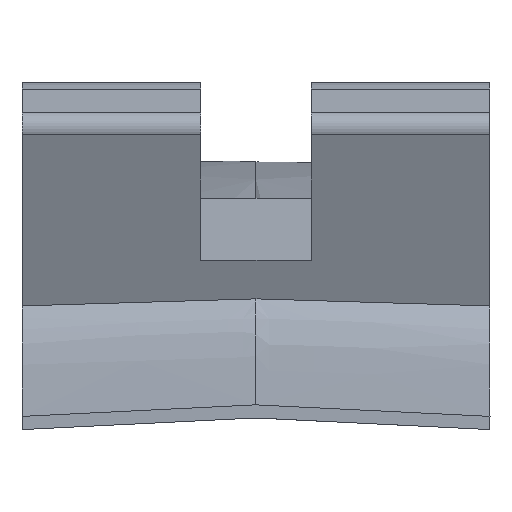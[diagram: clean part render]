
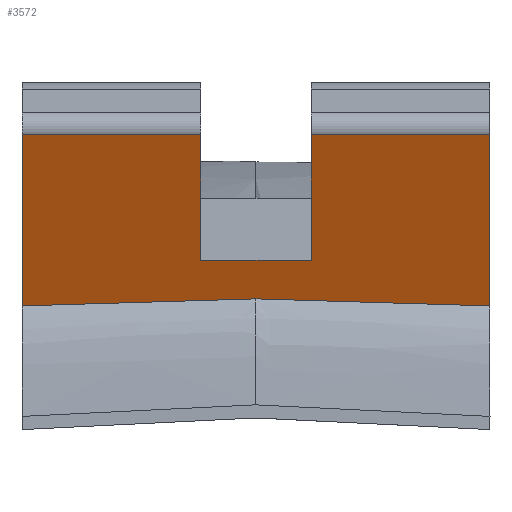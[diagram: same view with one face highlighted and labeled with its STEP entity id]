
A CAD part, front view. The second image highlights one B-rep face of the part: STEP entity #3572.
In plain terms, the highlighted planar face has unit normal (0, -0.916, -0.402).
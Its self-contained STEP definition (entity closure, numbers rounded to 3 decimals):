
#71 = VECTOR ( 'NONE', #3656, 1000. ) ;
#129 = CARTESIAN_POINT ( 'NONE',  ( 43.188, -19.27, -8.461 ) ) ;
#173 = CARTESIAN_POINT ( 'NONE',  ( -17.78, -48.221, 57.476 ) ) ;
#252 = CARTESIAN_POINT ( 'NONE',  ( -17.78, -42.514, 44.477 ) ) ;
#478 = EDGE_CURVE ( 'NONE', #5207, #3490, #4570, .T. ) ;
#558 = ORIENTED_EDGE ( 'NONE', *, *, #5196, .T. ) ;
#691 = DIRECTION ( 'NONE',  ( 0., -0.402, 0.916 ) ) ;
#805 = DIRECTION ( 'NONE',  ( -1., 0., 0. ) ) ;
#865 = DIRECTION ( 'NONE',  ( 0., -0.402, 0.916 ) ) ;
#896 = EDGE_CURVE ( 'NONE', #3490, #1399, #3900, .T. ) ;
#915 = LINE ( 'NONE', #3860, #4412 ) ;
#1211 = CARTESIAN_POINT ( 'NONE',  ( 4.191, -19.27, -8.461 ) ) ;
#1213 = AXIS2_PLACEMENT_3D ( 'NONE', #129, #5935, #691 ) ;
#1346 = EDGE_CURVE ( 'NONE', #4263, #3033, #5574, .T. ) ;
#1399 = VERTEX_POINT ( 'NONE', #173 ) ;
#1459 = CARTESIAN_POINT ( 'NONE',  ( 17.78, -48.221, 57.476 ) ) ;
#1470 = CARTESIAN_POINT ( 'NONE',  ( 4.191, -48.221, 57.476 ) ) ;
#1653 = VECTOR ( 'NONE', #2829, 1000. ) ;
#1704 = ORIENTED_EDGE ( 'NONE', *, *, #3031, .F. ) ;
#1712 = LINE ( 'NONE', #1211, #4464 ) ;
#1948 = VECTOR ( 'NONE', #805, 1000. ) ;
#2042 = CARTESIAN_POINT ( 'NONE',  ( 4.191, -44.034, 47.941 ) ) ;
#2112 = PLANE ( 'NONE',  #1213 ) ;
#2211 = CARTESIAN_POINT ( 'NONE',  ( 0., -42.748, 45.011 ) ) ;
#2225 = LINE ( 'NONE', #3142, #1948 ) ;
#2336 = VERTEX_POINT ( 'NONE', #5977 ) ;
#2419 = EDGE_CURVE ( 'NONE', #4452, #4515, #5517, .T. ) ;
#2496 = B_SPLINE_CURVE_WITH_KNOTS ( 'NONE', 3,
 ( #5882, #3035, #4936, #2790 ),
 .UNSPECIFIED., .F., .F.,
 ( 4, 4 ),
 ( 0., 0.018 ),
 .UNSPECIFIED. ) ;
#2768 = CARTESIAN_POINT ( 'NONE',  ( -4.191, -44.034, 47.941 ) ) ;
#2790 = CARTESIAN_POINT ( 'NONE',  ( 0., -42.748, 45.011 ) ) ;
#2809 = ORIENTED_EDGE ( 'NONE', *, *, #1346, .T. ) ;
#2829 = DIRECTION ( 'NONE',  ( -1., 0., 0. ) ) ;
#2998 = CARTESIAN_POINT ( 'NONE',  ( -5.93, -42.731, 44.971 ) ) ;
#3031 = EDGE_CURVE ( 'NONE', #4515, #1399, #915, .T. ) ;
#3033 = VERTEX_POINT ( 'NONE', #1470 ) ;
#3035 = CARTESIAN_POINT ( 'NONE',  ( 11.86, -42.654, 44.797 ) ) ;
#3083 = DIRECTION ( 'NONE',  ( 0., 0.402, -0.916 ) ) ;
#3142 = CARTESIAN_POINT ( 'NONE',  ( 43.188, -44.034, 47.941 ) ) ;
#3430 = ORIENTED_EDGE ( 'NONE', *, *, #3681, .T. ) ;
#3490 = VERTEX_POINT ( 'NONE', #3500 ) ;
#3500 = CARTESIAN_POINT ( 'NONE',  ( -4.191, -48.221, 57.476 ) ) ;
#3538 = CARTESIAN_POINT ( 'NONE',  ( -17.78, -42.514, 44.477 ) ) ;
#3548 = VECTOR ( 'NONE', #3083, 1000. ) ;
#3572 = ADVANCED_FACE ( 'NONE', ( #4493 ), #2112, .F. ) ;
#3628 = DIRECTION ( 'NONE',  ( 0., 0.402, -0.916 ) ) ;
#3656 = DIRECTION ( 'NONE',  ( -1., 0., 0. ) ) ;
#3681 = EDGE_CURVE ( 'NONE', #3033, #4777, #1712, .T. ) ;
#3720 = ORIENTED_EDGE ( 'NONE', *, *, #896, .T. ) ;
#3750 = CARTESIAN_POINT ( 'NONE',  ( 43.188, -48.221, 57.476 ) ) ;
#3860 = CARTESIAN_POINT ( 'NONE',  ( -17.78, -19.27, -8.461 ) ) ;
#3900 = LINE ( 'NONE', #4239, #1653 ) ;
#4026 = LINE ( 'NONE', #4057, #3548 ) ;
#4055 = ORIENTED_EDGE ( 'NONE', *, *, #5468, .F. ) ;
#4057 = CARTESIAN_POINT ( 'NONE',  ( 17.78, -19.27, -8.461 ) ) ;
#4239 = CARTESIAN_POINT ( 'NONE',  ( 43.188, -48.221, 57.476 ) ) ;
#4263 = VERTEX_POINT ( 'NONE', #1459 ) ;
#4291 = DIRECTION ( 'NONE',  ( 0., -0.402, 0.916 ) ) ;
#4408 = CARTESIAN_POINT ( 'NONE',  ( 0., -42.748, 45.011 ) ) ;
#4412 = VECTOR ( 'NONE', #4291, 1000. ) ;
#4452 = VERTEX_POINT ( 'NONE', #2211 ) ;
#4464 = VECTOR ( 'NONE', #3628, 1000. ) ;
#4493 = FACE_OUTER_BOUND ( 'NONE', #5413, .T. ) ;
#4515 = VERTEX_POINT ( 'NONE', #252 ) ;
#4570 = LINE ( 'NONE', #5501, #5661 ) ;
#4777 = VERTEX_POINT ( 'NONE', #2042 ) ;
#4791 = EDGE_CURVE ( 'NONE', #4263, #2336, #4026, .T. ) ;
#4936 = CARTESIAN_POINT ( 'NONE',  ( 5.93, -42.731, 44.971 ) ) ;
#4967 = ORIENTED_EDGE ( 'NONE', *, *, #478, .T. ) ;
#5196 = EDGE_CURVE ( 'NONE', #4777, #5207, #2225, .T. ) ;
#5207 = VERTEX_POINT ( 'NONE', #2768 ) ;
#5413 = EDGE_LOOP ( 'NONE', ( #5812, #2809, #3430, #558, #4967, #3720, #1704, #5792, #4055 ) ) ;
#5468 = EDGE_CURVE ( 'NONE', #2336, #4452, #2496, .T. ) ;
#5501 = CARTESIAN_POINT ( 'NONE',  ( -4.191, -19.27, -8.461 ) ) ;
#5517 = B_SPLINE_CURVE_WITH_KNOTS ( 'NONE', 3,
 ( #4408, #2998, #5816, #3538 ),
 .UNSPECIFIED., .F., .F.,
 ( 4, 4 ),
 ( 0., 0.018 ),
 .UNSPECIFIED. ) ;
#5574 = LINE ( 'NONE', #3750, #71 ) ;
#5661 = VECTOR ( 'NONE', #865, 1000. ) ;
#5792 = ORIENTED_EDGE ( 'NONE', *, *, #2419, .F. ) ;
#5812 = ORIENTED_EDGE ( 'NONE', *, *, #4791, .F. ) ;
#5816 = CARTESIAN_POINT ( 'NONE',  ( -11.86, -42.654, 44.797 ) ) ;
#5882 = CARTESIAN_POINT ( 'NONE',  ( 17.78, -42.514, 44.477 ) ) ;
#5935 = DIRECTION ( 'NONE',  ( 0., 0.916, 0.402 ) ) ;
#5977 = CARTESIAN_POINT ( 'NONE',  ( 17.78, -42.514, 44.477 ) ) ;
